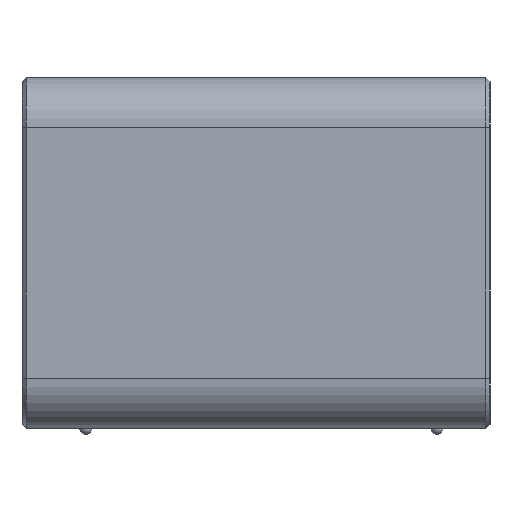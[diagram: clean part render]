
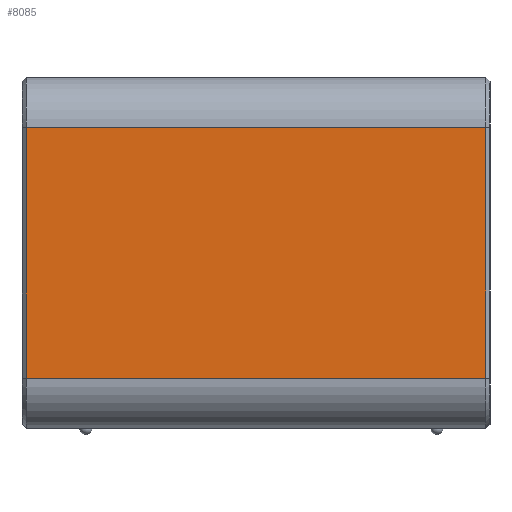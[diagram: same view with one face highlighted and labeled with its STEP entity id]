
A CAD part, left-side view. The second image highlights one B-rep face of the part: STEP entity #8085.
In plain terms, the highlighted planar face has unit normal (-1, 0, 0).
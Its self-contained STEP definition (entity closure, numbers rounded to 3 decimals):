
#273=PLANE('',#8730);
#690=LINE('',#12586,#1507);
#737=LINE('',#12722,#1554);
#740=LINE('',#12728,#1557);
#741=LINE('',#12730,#1558);
#742=LINE('',#12731,#1559);
#1507=VECTOR('',#10113,10.);
#1554=VECTOR('',#10248,10.);
#1557=VECTOR('',#10253,10.);
#1558=VECTOR('',#10254,10.);
#1559=VECTOR('',#10255,10.);
#2382=FACE_OUTER_BOUND('',#2846,.T.);
#2846=EDGE_LOOP('',(#6330,#6331,#6332,#6333,#6334));
#3824=VERTEX_POINT('',#12572);
#3827=VERTEX_POINT('',#12579);
#3873=VERTEX_POINT('',#12721);
#3875=VERTEX_POINT('',#12727);
#3876=VERTEX_POINT('',#12729);
#4732=EDGE_CURVE('',#3827,#3824,#690,.T.);
#4798=EDGE_CURVE('',#3824,#3873,#737,.T.);
#4801=EDGE_CURVE('',#3875,#3827,#740,.T.);
#4802=EDGE_CURVE('',#3876,#3875,#741,.T.);
#4803=EDGE_CURVE('',#3873,#3876,#742,.T.);
#6330=ORIENTED_EDGE('',*,*,#4801,.F.);
#6331=ORIENTED_EDGE('',*,*,#4802,.F.);
#6332=ORIENTED_EDGE('',*,*,#4803,.F.);
#6333=ORIENTED_EDGE('',*,*,#4798,.F.);
#6334=ORIENTED_EDGE('',*,*,#4732,.F.);
#8085=ADVANCED_FACE('',(#2382),#273,.T.);
#8730=AXIS2_PLACEMENT_3D('',#12726,#10251,#10252);
#10113=DIRECTION('',(0.,1.,0.));
#10248=DIRECTION('',(0.,0.,1.));
#10251=DIRECTION('center_axis',(-1.,0.,0.));
#10252=DIRECTION('ref_axis',(0.,0.,
1.));
#10253=DIRECTION('',(0.,0.,-1.));
#10254=DIRECTION('',(0.,0.,-1.));
#10255=DIRECTION('',(0.,-1.,0.));
#12572=CARTESIAN_POINT('',(21.693,1.5,-1.647));
#12579=CARTESIAN_POINT('',(21.693,-53.5,-1.647));
#12586=CARTESIAN_POINT('',(21.693,-45.,-1.647));
#12721=CARTESIAN_POINT('',(21.693,1.5,28.365));
#12722=CARTESIAN_POINT('',(21.693,1.5,-2.616));
#12726=CARTESIAN_POINT('Origin',(21.693,-45.,-6.647));
#12727=CARTESIAN_POINT('',(21.693,-53.5,22.));
#12728=CARTESIAN_POINT('',(21.693,-53.5,4.346));
#12729=CARTESIAN_POINT('',(21.693,-53.5,28.365));
#12730=CARTESIAN_POINT('',(21.693,-53.5,-1.616));
#12731=CARTESIAN_POINT('',(21.693,-45.,28.365));
